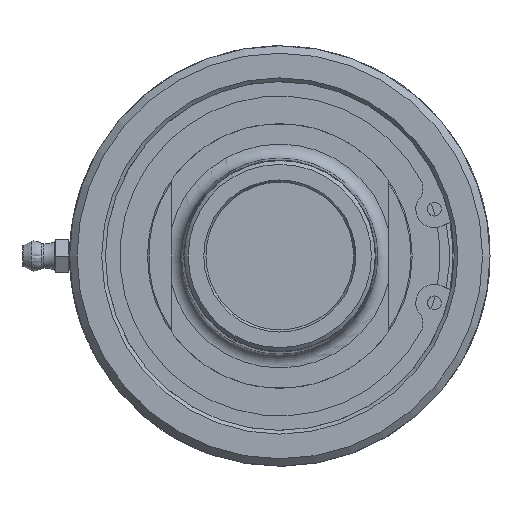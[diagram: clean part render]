
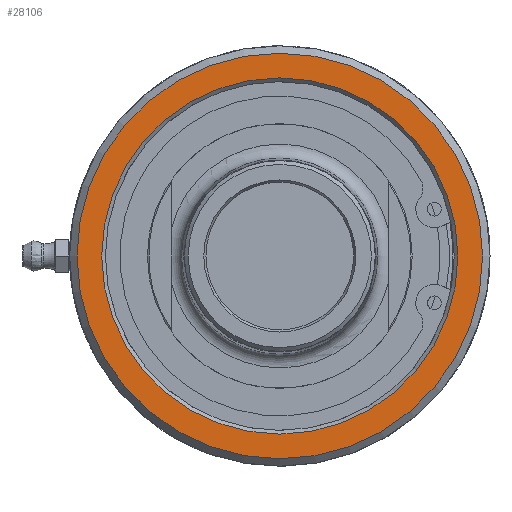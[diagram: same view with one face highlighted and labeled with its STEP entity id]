
A CAD part, left-side view. The second image highlights one B-rep face of the part: STEP entity #28106.
In plain terms, the highlighted planar face has unit normal (-1, 0, 0).
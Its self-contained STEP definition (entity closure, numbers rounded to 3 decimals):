
#235=FACE_BOUND('',#8343,.T.);
#814=PLANE('',#29779);
#6623=FACE_OUTER_BOUND('',#8342,.T.);
#8342=EDGE_LOOP('',(#25995));
#8343=EDGE_LOOP('',(#25996));
#9220=CIRCLE('',#29775,43.65);
#9223=CIRCLE('',#29780,38.34);
#13537=VERTEX_POINT('',#65059);
#13540=VERTEX_POINT('',#65069);
#17698=EDGE_CURVE('',#13537,#13537,#9220,.T.);
#17703=EDGE_CURVE('',#13540,#13540,#9223,.T.);
#25995=ORIENTED_EDGE('',*,*,#17698,.F.);
#25996=ORIENTED_EDGE('',*,*,#17703,.F.);
#28106=ADVANCED_FACE('',(#6623,#235),#814,.F.);
#29775=AXIS2_PLACEMENT_3D('',#65060,#34769,#34770);
#29779=AXIS2_PLACEMENT_3D('',#65068,#34779,#34780);
#29780=AXIS2_PLACEMENT_3D('',#65070,#34781,#34782);
#34769=DIRECTION('center_axis',(1.,0.,0.));
#34770=DIRECTION('ref_axis',(0.,1.,0.));
#34779=DIRECTION('center_axis',(1.,0.,0.));
#34780=DIRECTION('ref_axis',(0.,0.,-1.));
#34781=DIRECTION('center_axis',(-1.,0.,0.));
#34782=DIRECTION('ref_axis',(0.,-1.,0.));
#65059=CARTESIAN_POINT('',(-6.8,-43.65,0.));
#65060=CARTESIAN_POINT('Origin',(-6.8,0.,0.));
#65068=CARTESIAN_POINT('Origin',(-6.8,47.988,0.));
#65069=CARTESIAN_POINT('',(-6.8,38.34,0.));
#65070=CARTESIAN_POINT('Origin',(-6.8,0.,0.));
